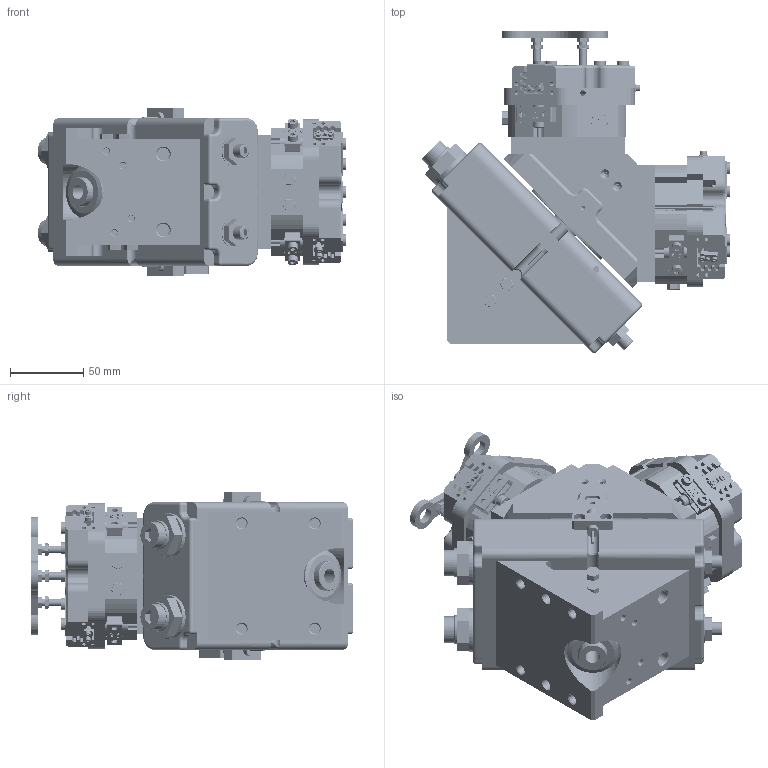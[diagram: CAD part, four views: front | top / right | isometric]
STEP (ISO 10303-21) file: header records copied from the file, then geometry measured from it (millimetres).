
FILE_DESCRIPTION (( 'STEP AP203' ), '1' );
FILE_NAME ('TG32-FZ55-100-180¡ã.STEP', '2025-04-09T01:43:20', ( 'USER-' ), ( 'Microsoft' ), 'SwSTEP 2.0', 'SolidWorks 2018', '' );
FILE_SCHEMA (( 'CONFIG_CONTROL_DESIGN' ));
Length unit declared in the file: millimetre
Products named in the file (51): TZT55-M-01 褲极; 埴翐芛_GB_FASTENER_SCREWS_HSHCS M2X8-N; 电容传感器8x23接近开关; ﾏ擎ﾗ8｡ﾁ6｡ﾁ6; TG32.sldasm-Part-69; TG32-M-05 遣喳傷裔; 内六角圆柱头螺钉[GBT70_1-2008][M2.5×8]; TG32.sldasm-Part-84; 揤輸蚾饜极-1; TG32-M-02 眻褒輸; FZ55-100-C30; TG32; 茞癹弇蹟譫; TZT55 賑輸 01; TG32.sldasm-Part-60; FZ55-100-M-08 芢啣; TZT55 陔笢猾啣; 六角薄螺母_A级和B级[GBT6172_1-2000][M5]; TG32-M-12-A茞癹弇傷裔; TG32.sldasm-Part-61; TG32.sldasm-Part-62; 16x8-R1.5; TG32.sldasm-Part-83; 苤覜聆假蚾璃; 茞癹弇蹟恇裝; TG32.sldasm-Part-86; 揤輸蚾饜极-2; FZ55-100-M-07 芢裝; 茞癹弇傷裔菜え; TG32.sldasm-Part-63; TG32.sldasm-Part-72; 25x12-R3; 棠羲換覜ん; TG32.sldasm-Part-82; TZT55-M-05 菁裔啣; FZ55-100; TG32.sldasm-Part-80; TG32.sldasm-Part-59; 揤輸蚾饜极; TG32-FZ55-100-180° ...
Assembly tree (106 placements, depth 4):
  TG32-FZ55-100-180°
    TG32
      TG32.sldasm-Part-59  x2
      TG32.sldasm-Part-60
      TG32.sldasm-Part-61
      TG32.sldasm-Part-62
      TG32.sldasm-Part-63
      TG32.sldasm-Part-68
      TG32.sldasm-Part-69
      TG32.sldasm-Part-70
      TG32.sldasm-Part-71
      TG32.sldasm-Part-72
      TG32.sldasm-Part-76
      TG32.sldasm-Part-77
      TG32.sldasm-Part-80
      TG32.sldasm-Part-82
      TG32.sldasm-Part-83
      TG32.sldasm-Part-84
      TG32.sldasm-Part-86
      TG32.sldasm-Part-90
      TG32.sldasm-Part-92
      TG32-M-05 遣喳傷裔
      TG32-M-12-A茞癹弇傷裔
      TG32-M-02 眻褒輸
      茞癹弇傷裔菜え  x2
      茞癹弇蹟恇裝  x2
      茞癹弇蹟譫  x2
      25x12-R3
    蟀諉啣9  x2
    TG32.sldasm-Part-60  x4
    FZ55-100-C30
      揤輸蚾饜极
        揤輸杅耀.sldasm-Part-9
        埴翐芛_GB_FASTENER_SCREWS_HSHCS M2X8-N  x2
      揤輸蚾饜极-1
        内六角圆柱头螺钉[GBT70_1-2008][M2.5×8]  x2
        苤覜聆假蚾璃
      揤輸蚾饜极-2
        内六角圆柱头螺钉[GBT70_1-2008][M2.5×8]  x2
        苤覜聆假蚾璃
      TZT55-M-01 褲极
      TZT55-M-05 菁裔啣
      TZT55 賑輸 01  x3
      TZT55 陔笢猾啣
      电容传感器8x23接近开关  x2
      20241226-M4 M4換覜ん揤輸  x2
      16x8-R1.5
      棠羲換覜ん  x2
      ﾏ擎ﾗ8｡ﾁ6｡ﾁ6  x6
      FZ55-100-M-07 芢裝  x3
      FZ55-100-M-08 芢啣
      六角薄螺母_A级和B级[GBT6172_1-2000][M5]  x6
    FZ55-100
      揤輸蚾饜极
        揤輸杅耀.sldasm-Part-9
        埴翐芛_GB_FASTENER_SCREWS_HSHCS M2X8-N  x2
      揤輸蚾饜极-1
        内六角圆柱头螺钉[GBT70_1-2008][M2.5×8]  x2
        苤覜聆假蚾璃
      揤輸蚾饜极-2
Bounding box: 211.25 x 220.36 x 115 mm (x, y, z)
Volume: 2181805.4 mm3; surface area: 397328.3 mm2
Topology: 106 solids, 123 shells, 6163 faces, 16021 edges, 10257 vertices
Faces by surface type: plane 3013, cylinder 1492, bspline 911, cone 654, torus 83, sphere 10
Entity records: 111727 total; most frequent: CARTESIAN_POINT 33968, ORIENTED_EDGE 15192, DIRECTION 13692, EDGE_CURVE 7596, VERTEX_POINT 4943, VECTOR 4806, LINE 4806, AXIS2_PLACEMENT_3D 4443
